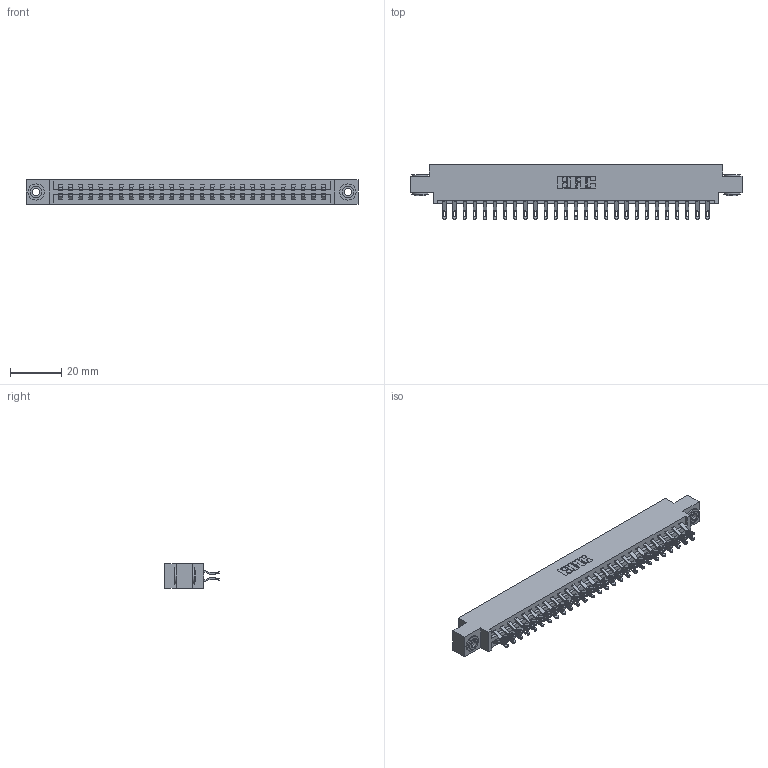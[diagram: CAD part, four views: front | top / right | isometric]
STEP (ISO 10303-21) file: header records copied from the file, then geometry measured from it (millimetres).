
FILE_DESCRIPTION (( 'STEP AP203' ), '1' );
FILE_NAME ('337-054-555-803.STEP', '2019-10-11T19:11:57', ( '' ), ( '' ), 'SwSTEP 2.0', 'SolidWorks 2016', '' );
FILE_SCHEMA (( 'CONFIG_CONTROL_DESIGN' ));
Length unit declared in the file: inch
Products named in the file (4): 337 Part_0.170 Offset - 0.156 Dia-TH; 345-292-001_555 Tail; 345-250-002_345-250-002-102; 337-054-555-803
Assembly tree (57 placements, depth 2):
  337-054-555-803
    337 Part_0.170 Offset - 0.156 Dia-TH
    345-292-001_555 Tail  x54
    345-250-002_345-250-002-102  x2
Bounding box: 130 x 21.47 x 9.4 mm (x, y, z)
Volume: 13559 mm3; surface area: 16105.3 mm2
Topology: 57 solids, 57 shells, 3396 faces, 10605 edges, 7066 vertices
Faces by surface type: plane 2028, cylinder 1360, cone 8
Entity records: 23982 total; most frequent: CARTESIAN_POINT 4063, ORIENTED_EDGE 3962, DIRECTION 3487, EDGE_CURVE 1981, LINE 1809, VECTOR 1809, VERTEX_POINT 1318, AXIS2_PLACEMENT_3D 839
